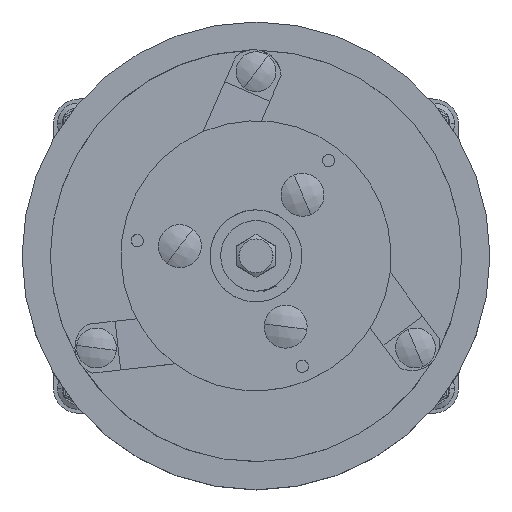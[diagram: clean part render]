
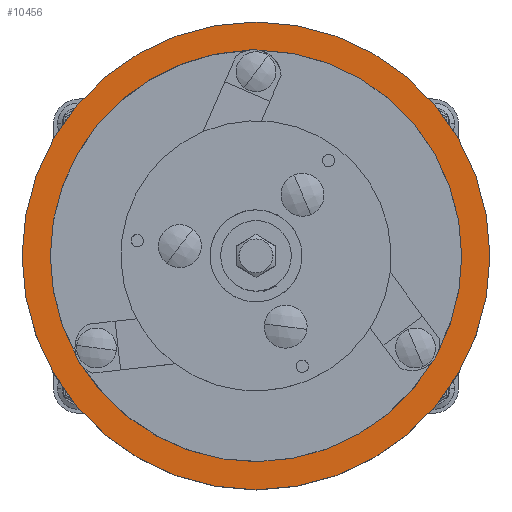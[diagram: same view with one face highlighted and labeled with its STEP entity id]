
A CAD part, top view. The second image highlights one B-rep face of the part: STEP entity #10456.
In plain terms, the highlighted planar face has unit normal (0, 0, 1).
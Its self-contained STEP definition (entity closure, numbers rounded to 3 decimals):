
#938 = VERTEX_POINT ( 'NONE', #6433 ) ;
#1076 = FACE_OUTER_BOUND ( 'NONE', #10058, .T. ) ;
#2527 = ORIENTED_EDGE ( 'NONE', *, *, #3754, .F. ) ;
#2708 = DIRECTION ( 'NONE',  ( 0., 0., -1. ) ) ;
#3328 = AXIS2_PLACEMENT_3D ( 'NONE', #3513, #12417, #4796 ) ;
#3513 = CARTESIAN_POINT ( 'NONE',  ( 0., 0., -0.3 ) ) ;
#3754 = EDGE_CURVE ( 'NONE', #5261, #10613, #15652, .T. ) ;
#4160 = ORIENTED_EDGE ( 'NONE', *, *, #8039, .T. ) ;
#4766 = DIRECTION ( 'NONE',  ( 0., 0., -1. ) ) ;
#4796 = DIRECTION ( 'NONE',  ( -1., 0., 0. ) ) ;
#4901 = EDGE_LOOP ( 'NONE', ( #4160, #7688 ) ) ;
#5261 = VERTEX_POINT ( 'NONE', #15592 ) ;
#5784 = DIRECTION ( 'NONE',  ( 0., 0., -1. ) ) ;
#6236 = DIRECTION ( 'NONE',  ( 0., 0., -1. ) ) ;
#6433 = CARTESIAN_POINT ( 'NONE',  ( -67., 0., -0.3 ) ) ;
#6460 = CARTESIAN_POINT ( 'NONE',  ( 67., 0., -0.3 ) ) ;
#7664 = CIRCLE ( 'NONE', #13581, 67. ) ;
#7688 = ORIENTED_EDGE ( 'NONE', *, *, #16276, .T. ) ;
#7952 = AXIS2_PLACEMENT_3D ( 'NONE', #10321, #2708, #11610 ) ;
#8039 = EDGE_CURVE ( 'NONE', #938, #9114, #14571, .T. ) ;
#8864 = CARTESIAN_POINT ( 'NONE',  ( -76.2, 0., -0.3 ) ) ;
#9114 = VERTEX_POINT ( 'NONE', #6460 ) ;
#10058 = EDGE_LOOP ( 'NONE', ( #10475, #2527 ) ) ;
#10321 = CARTESIAN_POINT ( 'NONE',  ( 0., 0., -0.3 ) ) ;
#10456 = ADVANCED_FACE ( 'NONE', ( #1076, #10753 ), #14886, .F. ) ;
#10475 = ORIENTED_EDGE ( 'NONE', *, *, #10933, .F. ) ;
#10613 = VERTEX_POINT ( 'NONE', #8864 ) ;
#10753 = FACE_BOUND ( 'NONE', #4901, .T. ) ;
#10933 = EDGE_CURVE ( 'NONE', #10613, #5261, #13742, .T. ) ;
#11610 = DIRECTION ( 'NONE',  ( -1., 0., 0. ) ) ;
#12390 = CARTESIAN_POINT ( 'NONE',  ( 0., 76.2, -0.3 ) ) ;
#12417 = DIRECTION ( 'NONE',  ( 0., 0., -1. ) ) ;
#13436 = CARTESIAN_POINT ( 'NONE',  ( 0., 0., -0.3 ) ) ;
#13581 = AXIS2_PLACEMENT_3D ( 'NONE', #13872, #6236, #15135 ) ;
#13667 = DIRECTION ( 'NONE',  ( -1., 0., 0. ) ) ;
#13742 = CIRCLE ( 'NONE', #15909, 76.2 ) ;
#13872 = CARTESIAN_POINT ( 'NONE',  ( 0., 0., -0.3 ) ) ;
#13993 = AXIS2_PLACEMENT_3D ( 'NONE', #12390, #4766, #13667 ) ;
#14571 = CIRCLE ( 'NONE', #3328, 67. ) ;
#14705 = DIRECTION ( 'NONE',  ( -1., 0., 0. ) ) ;
#14886 = PLANE ( 'NONE',  #13993 ) ;
#15135 = DIRECTION ( 'NONE',  ( -1., 0., 0. ) ) ;
#15592 = CARTESIAN_POINT ( 'NONE',  ( 76.2, 0., -0.3 ) ) ;
#15652 = CIRCLE ( 'NONE', #7952, 76.2 ) ;
#15909 = AXIS2_PLACEMENT_3D ( 'NONE', #13436, #5784, #14705 ) ;
#16276 = EDGE_CURVE ( 'NONE', #9114, #938, #7664, .T. ) ;
